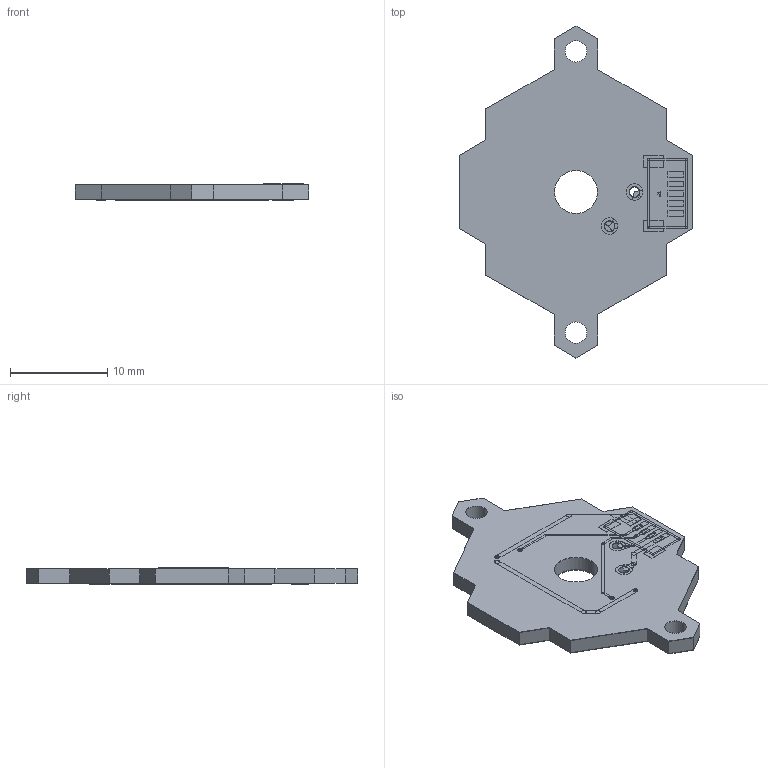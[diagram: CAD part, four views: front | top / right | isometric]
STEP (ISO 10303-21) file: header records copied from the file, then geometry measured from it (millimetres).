
FILE_DESCRIPTION(('STEP AP214'),'1');
FILE_NAME('SKIRT_BUTTON_A1_3D.stp','2023-09-22T07:35:33',(' '),(' '),'Spatial InterOp 3D',' ',' ');
FILE_SCHEMA(('AUTOMOTIVE_DESIGN { 1 0 10303 214 1 1 1 1 }'));
Length unit declared in the file: millimetre
Products named in the file (34): Pins; 1; 2; 3; 4; 5; DIN; DOUT; MECHANICAL PIN; VDD; VSS; SKIRT_BUTTON_A1_0904; Shapes; SILKSCREEN_TOP; PASTEMASK_TOP; SOLDERMASK_TOP; TOP; Dielectric; BOTTOM; SOLDERMASK_BOTTOM; PASTEMASK_BOTTOM; SILKSCREEN_BOTTOM; Vias; Via
Assembly tree (33 placements, depth 3):
  SKIRT_BUTTON_A1_0904
    Pins
      1
      1
      2
      2
      3
      4
      5
      DIN
      DIN
      DOUT
      DOUT
      MECHANICAL PIN
      MECHANICAL PIN
      VDD
      VDD
      VSS
      VSS
    Shapes
      SILKSCREEN_TOP
      PASTEMASK_TOP
      SOLDERMASK_TOP
      TOP
      Dielectric
      BOTTOM
      SOLDERMASK_BOTTOM
      PASTEMASK_BOTTOM
      SILKSCREEN_BOTTOM
    Vias
      Via
      Via
      Via
      Via
Bounding box: 24 x 34.06 x 1.65 mm (x, y, z)
Volume: 728.4 mm3; surface area: 3338 mm2
Topology: 218 solids, 218 shells, 2256 faces, 5460 edges, 3640 vertices
Faces by surface type: plane 1542, cylinder 714
Entity records: 86351 total; most frequent: DIRECTION 11474, CARTESIAN_POINT 11393, ORIENTED_EDGE 10920, EDGE_CURVE 5460, LINE 4032, VECTOR 4032, AXIS2_PLACEMENT_3D 3721, VERTEX_POINT 3640
